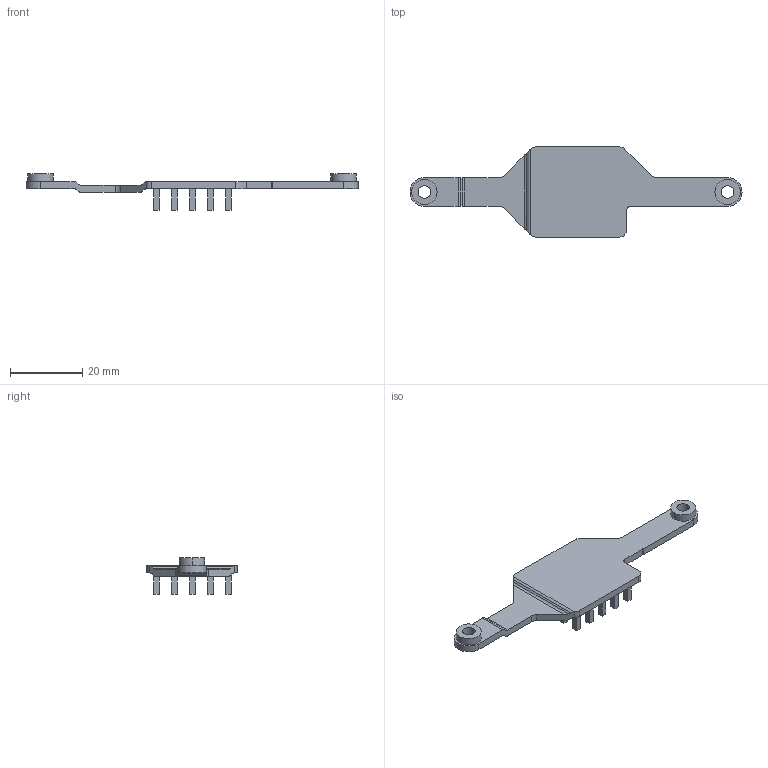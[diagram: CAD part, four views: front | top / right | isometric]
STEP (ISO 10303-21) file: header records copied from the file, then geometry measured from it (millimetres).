
FILE_DESCRIPTION((''),'2;1');
FILE_NAME('025-SDRHS-TN21','2022-02-25T',('designer'),(''),'CREO PARAMETRIC BY PTC INC, 2016130','CREO PARAMETRIC BY PTC INC, 2016130','');
FILE_SCHEMA(('CONFIG_CONTROL_DESIGN'));
Length unit declared in the file: millimetre
Products named in the file (1): 025-SDRHS-TN21
Bounding box: 92.18 x 25 x 10.2 mm (x, y, z)
Volume: 2888.1 mm3; surface area: 4053.2 mm2
Topology: 1 solids, 1 shells, 182 faces, 449 edges, 298 vertices
Faces by surface type: plane 151, cylinder 31
Entity records: 5371 total; most frequent: CARTESIAN_POINT 955, ORIENTED_EDGE 898, DIRECTION 859, EDGE_CURVE 449, VECTOR 387, LINE 387, VERTEX_POINT 298, AXIS2_PLACEMENT_3D 236
